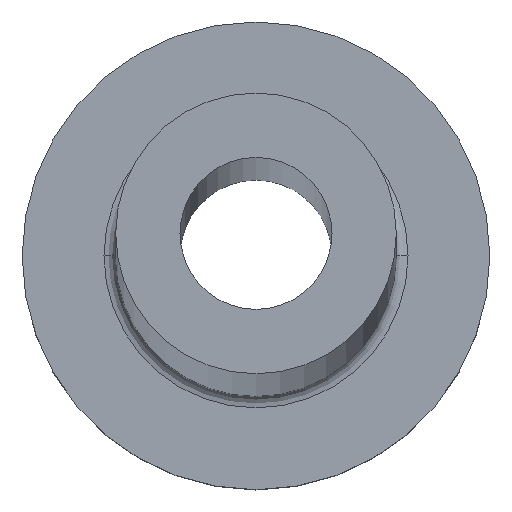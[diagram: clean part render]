
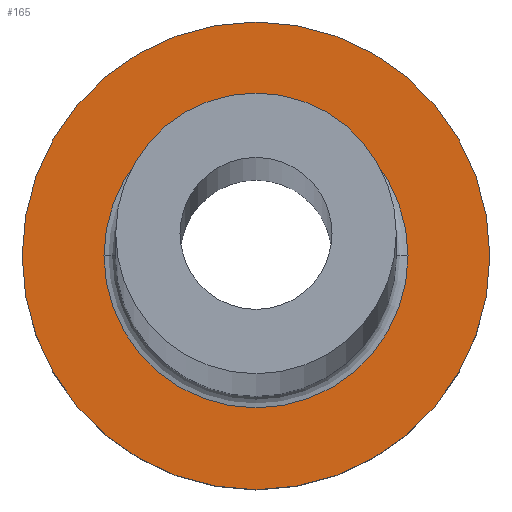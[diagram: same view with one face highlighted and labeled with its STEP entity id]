
A CAD part, top view. The second image highlights one B-rep face of the part: STEP entity #165.
In plain terms, the highlighted planar face has unit normal (0, 0, 1).
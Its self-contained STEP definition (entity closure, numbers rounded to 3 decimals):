
#5 = EDGE_CURVE ( 'NONE', #130, #372, #107, .T. ) ;
#11 = CARTESIAN_POINT ( 'NONE',  ( 0., 0., 7. ) ) ;
#23 = CARTESIAN_POINT ( 'NONE',  ( -6.5, 0., 7. ) ) ;
#28 = CARTESIAN_POINT ( 'NONE',  ( 10., 0., 7. ) ) ;
#49 = PLANE ( 'NONE',  #363 ) ;
#66 = ORIENTED_EDGE ( 'NONE', *, *, #206, .T. ) ;
#74 = FACE_OUTER_BOUND ( 'NONE', #312, .T. ) ;
#84 = CIRCLE ( 'NONE', #137, 6.5 ) ;
#88 = DIRECTION ( 'NONE',  ( 0., 0., -1. ) ) ;
#92 = VERTEX_POINT ( 'NONE', #23 ) ;
#95 = EDGE_CURVE ( 'NONE', #125, #92, #155, .T. ) ;
#97 = ORIENTED_EDGE ( 'NONE', *, *, #323, .T. ) ;
#107 = CIRCLE ( 'NONE', #280, 10. ) ;
#110 = DIRECTION ( 'NONE',  ( 0., 0., 1. ) ) ;
#118 = AXIS2_PLACEMENT_3D ( 'NONE', #11, #208, #234 ) ;
#125 = VERTEX_POINT ( 'NONE', #349 ) ;
#126 = CARTESIAN_POINT ( 'NONE',  ( -10., 0., 7. ) ) ;
#130 = VERTEX_POINT ( 'NONE', #28 ) ;
#134 = DIRECTION ( 'NONE',  ( 1., 0., 0. ) ) ;
#137 = AXIS2_PLACEMENT_3D ( 'NONE', #358, #88, #181 ) ;
#151 = EDGE_LOOP ( 'NONE', ( #195, #66 ) ) ;
#155 = CIRCLE ( 'NONE', #380, 6.5 ) ;
#164 = DIRECTION ( 'NONE',  ( 1., 0., 0. ) ) ;
#165 = ADVANCED_FACE ( 'NONE', ( #265, #74 ), #49, .T. ) ;
#181 = DIRECTION ( 'NONE',  ( 1., 0., 0. ) ) ;
#195 = ORIENTED_EDGE ( 'NONE', *, *, #95, .T. ) ;
#198 = CARTESIAN_POINT ( 'NONE',  ( 0., 0., 7. ) ) ;
#206 = EDGE_CURVE ( 'NONE', #92, #125, #84, .T. ) ;
#208 = DIRECTION ( 'NONE',  ( 0., 0., 1. ) ) ;
#231 = DIRECTION ( 'NONE',  ( 0., 0., -1. ) ) ;
#234 = DIRECTION ( 'NONE',  ( 1., 0., 0. ) ) ;
#265 = FACE_BOUND ( 'NONE', #151, .T. ) ;
#280 = AXIS2_PLACEMENT_3D ( 'NONE', #379, #348, #381 ) ;
#292 = CIRCLE ( 'NONE', #118, 10. ) ;
#293 = CARTESIAN_POINT ( 'NONE',  ( 0., 0., 7. ) ) ;
#308 = ORIENTED_EDGE ( 'NONE', *, *, #5, .T. ) ;
#312 = EDGE_LOOP ( 'NONE', ( #97, #308 ) ) ;
#323 = EDGE_CURVE ( 'NONE', #372, #130, #292, .T. ) ;
#348 = DIRECTION ( 'NONE',  ( 0., 0., 1. ) ) ;
#349 = CARTESIAN_POINT ( 'NONE',  ( 6.5, 0., 7. ) ) ;
#358 = CARTESIAN_POINT ( 'NONE',  ( 0., 0., 7. ) ) ;
#363 = AXIS2_PLACEMENT_3D ( 'NONE', #198, #110, #164 ) ;
#372 = VERTEX_POINT ( 'NONE', #126 ) ;
#379 = CARTESIAN_POINT ( 'NONE',  ( 0., 0., 7. ) ) ;
#380 = AXIS2_PLACEMENT_3D ( 'NONE', #293, #231, #134 ) ;
#381 = DIRECTION ( 'NONE',  ( 1., 0., 0. ) ) ;
